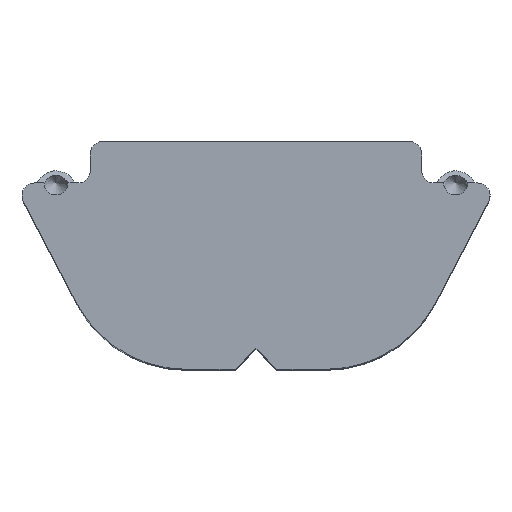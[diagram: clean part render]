
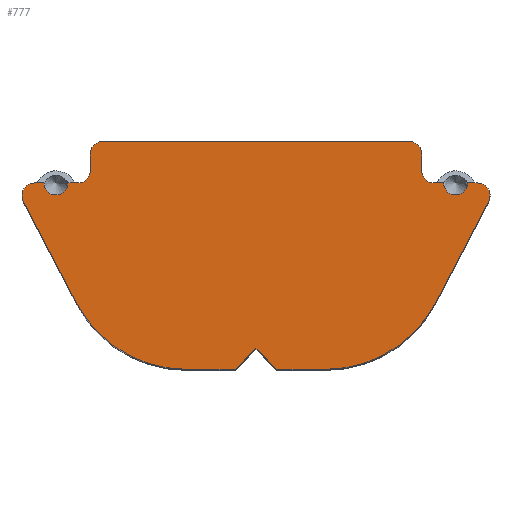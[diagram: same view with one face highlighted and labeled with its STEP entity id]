
A CAD part, top view. The second image highlights one B-rep face of the part: STEP entity #777.
In plain terms, the highlighted planar face has unit normal (0, 0, 1).
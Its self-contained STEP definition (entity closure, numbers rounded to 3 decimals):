
#44=PLANE('',#876);
#82=FACE_OUTER_BOUND('',#121,.T.);
#121=EDGE_LOOP('',(#704,#705,#706,#707,#708,#709,#710,#711,#712,#713,#714,
#715,#716,#717,#718,#719,#720,#721,#722,#723,#724,#725,#726,#727,#728,#729,
#730));
#146=LINE('',#1183,#217);
#148=LINE('',#1187,#219);
#150=LINE('',#1191,#221);
#152=LINE('',#1195,#223);
#174=LINE('',#1264,#245);
#177=LINE('',#1270,#248);
#182=LINE('',#1287,#253);
#183=LINE('',#1292,#254);
#185=LINE('',#1303,#256);
#186=LINE('',#1308,#257);
#190=LINE('',#1316,#261);
#191=LINE('',#1318,#262);
#195=LINE('',#1328,#266);
#201=LINE('',#1342,#272);
#204=LINE('',#1352,#275);
#207=LINE('',#1360,#278);
#210=LINE('',#1368,#281);
#217=VECTOR('',#912,10.);
#219=VECTOR('',#916,10.);
#221=VECTOR('',#920,10.);
#223=VECTOR('',#924,10.);
#245=VECTOR('',#980,10.);
#248=VECTOR('',#983,10.);
#253=VECTOR('',#1004,10.);
#254=VECTOR('',#1009,10.);
#256=VECTOR('',#1021,10.);
#257=VECTOR('',#1026,10.);
#261=VECTOR('',#1034,10.);
#262=VECTOR('',#1035,10.);
#266=VECTOR('',#1045,10.);
#272=VECTOR('',#1065,10.);
#275=VECTOR('',#1078,10.);
#278=VECTOR('',#1087,10.);
#281=VECTOR('',#1096,10.);
#288=CIRCLE('',#809,3.);
#299=CIRCLE('',#844,0.29);
#300=CIRCLE('',#852,0.29);
#301=CIRCLE('',#855,3.);
#302=CIRCLE('',#862,0.3);
#303=CIRCLE('',#864,0.3);
#304=CIRCLE('',#867,0.3);
#305=CIRCLE('',#870,0.3);
#306=CIRCLE('',#873,0.3);
#307=CIRCLE('',#875,0.3);
#320=VERTEX_POINT('',#1171);
#321=VERTEX_POINT('',#1173);
#324=VERTEX_POINT('',#1181);
#325=VERTEX_POINT('',#1185);
#326=VERTEX_POINT('',#1189);
#327=VERTEX_POINT('',#1193);
#356=VERTEX_POINT('',#1261);
#357=VERTEX_POINT('',#1263);
#359=VERTEX_POINT('',#1267);
#360=VERTEX_POINT('',#1269);
#364=VERTEX_POINT('',#1286);
#366=VERTEX_POINT('',#1290);
#368=VERTEX_POINT('',#1299);
#369=VERTEX_POINT('',#1300);
#370=VERTEX_POINT('',#1302);
#372=VERTEX_POINT('',#1306);
#374=VERTEX_POINT('',#1314);
#375=VERTEX_POINT('',#1317);
#377=VERTEX_POINT('',#1325);
#378=VERTEX_POINT('',#1327);
#379=VERTEX_POINT('',#1341);
#380=VERTEX_POINT('',#1347);
#381=VERTEX_POINT('',#1351);
#382=VERTEX_POINT('',#1355);
#383=VERTEX_POINT('',#1359);
#384=VERTEX_POINT('',#1363);
#385=VERTEX_POINT('',#1367);
#400=EDGE_CURVE('',#321,#320,#288,.T.);
#405=EDGE_CURVE('',#320,#324,#146,.T.);
#407=EDGE_CURVE('',#324,#325,#148,.T.);
#409=EDGE_CURVE('',#325,#326,#150,.T.);
#411=EDGE_CURVE('',#326,#327,#152,.T.);
#445=EDGE_CURVE('',#357,#356,#174,.T.);
#448=EDGE_CURVE('',#360,#359,#177,.T.);
#457=EDGE_CURVE('',#364,#357,#182,.T.);
#460=EDGE_CURVE('',#359,#366,#183,.T.);
#462=EDGE_CURVE('',#366,#364,#299,.T.);
#464=EDGE_CURVE('',#370,#368,#185,.T.);
#467=EDGE_CURVE('',#369,#372,#186,.T.);
#471=EDGE_CURVE('',#368,#374,#190,.T.);
#472=EDGE_CURVE('',#375,#369,#191,.T.);
#475=EDGE_CURVE('',#372,#370,#300,.T.);
#477=EDGE_CURVE('',#378,#377,#195,.T.);
#480=EDGE_CURVE('',#327,#378,#301,.T.);
#484=EDGE_CURVE('',#379,#321,#201,.T.);
#486=EDGE_CURVE('',#356,#379,#302,.T.);
#487=EDGE_CURVE('',#380,#360,#303,.T.);
#489=EDGE_CURVE('',#381,#380,#204,.T.);
#491=EDGE_CURVE('',#382,#381,#304,.T.);
#493=EDGE_CURVE('',#383,#382,#207,.T.);
#495=EDGE_CURVE('',#384,#383,#305,.T.);
#497=EDGE_CURVE('',#385,#384,#210,.T.);
#499=EDGE_CURVE('',#374,#385,#306,.T.);
#500=EDGE_CURVE('',#377,#375,#307,.T.);
#704=ORIENTED_EDGE('',*,*,#457,.T.);
#705=ORIENTED_EDGE('',*,*,#445,.T.);
#706=ORIENTED_EDGE('',*,*,#486,.T.);
#707=ORIENTED_EDGE('',*,*,#484,.T.);
#708=ORIENTED_EDGE('',*,*,#400,.T.);
#709=ORIENTED_EDGE('',*,*,#405,.T.);
#710=ORIENTED_EDGE('',*,*,#407,.T.);
#711=ORIENTED_EDGE('',*,*,#409,.T.);
#712=ORIENTED_EDGE('',*,*,#411,.T.);
#713=ORIENTED_EDGE('',*,*,#480,.T.);
#714=ORIENTED_EDGE('',*,*,#477,.T.);
#715=ORIENTED_EDGE('',*,*,#500,.T.);
#716=ORIENTED_EDGE('',*,*,#472,.T.);
#717=ORIENTED_EDGE('',*,*,#467,.T.);
#718=ORIENTED_EDGE('',*,*,#475,.T.);
#719=ORIENTED_EDGE('',*,*,#464,.T.);
#720=ORIENTED_EDGE('',*,*,#471,.T.);
#721=ORIENTED_EDGE('',*,*,#499,.T.);
#722=ORIENTED_EDGE('',*,*,#497,.T.);
#723=ORIENTED_EDGE('',*,*,#495,.T.);
#724=ORIENTED_EDGE('',*,*,#493,.T.);
#725=ORIENTED_EDGE('',*,*,#491,.T.);
#726=ORIENTED_EDGE('',*,*,#489,.T.);
#727=ORIENTED_EDGE('',*,*,#487,.T.);
#728=ORIENTED_EDGE('',*,*,#448,.T.);
#729=ORIENTED_EDGE('',*,*,#460,.T.);
#730=ORIENTED_EDGE('',*,*,#462,.T.);
#777=ADVANCED_FACE('',(#82),#44,.T.);
#809=AXIS2_PLACEMENT_3D('',#1174,#903,#904);
#844=AXIS2_PLACEMENT_3D('',#1297,#1015,#1016);
#852=AXIS2_PLACEMENT_3D('',#1323,#1040,#1041);
#855=AXIS2_PLACEMENT_3D('',#1332,#1050,#1051);
#862=AXIS2_PLACEMENT_3D('',#1345,#1069,#1070);
#864=AXIS2_PLACEMENT_3D('',#1348,#1073,#1074);
#867=AXIS2_PLACEMENT_3D('',#1356,#1082,#1083);
#870=AXIS2_PLACEMENT_3D('',#1364,#1091,#1092);
#873=AXIS2_PLACEMENT_3D('',#1371,#1100,#1101);
#875=AXIS2_PLACEMENT_3D('',#1373,#1104,#1105);
#876=AXIS2_PLACEMENT_3D('',#1374,#1106,#1107);
#903=DIRECTION('center_axis',(0.,0.,1.));
#904=DIRECTION('ref_axis',(-0.887,-0.462,0.));
#912=DIRECTION('',(1.,0.,0.));
#916=DIRECTION('',(0.707,0.707,0.));
#920=DIRECTION('',(0.707,-0.707,0.));
#924=DIRECTION('',(1.,0.,0.));
#980=DIRECTION('',(-1.,0.,0.));
#983=DIRECTION('',(-1.,0.,0.));
#1004=DIRECTION('',(-1.,0.,0.));
#1009=DIRECTION('',(-1.,0.,0.));
#1015=DIRECTION('center_axis',(0.,0.,-1.));
#1016=DIRECTION('ref_axis',(1.,0.,0.));
#1021=DIRECTION('',(-1.,0.,0.));
#1026=DIRECTION('',(-1.,0.,0.));
#1034=DIRECTION('',(-1.,0.,0.));
#1035=DIRECTION('',(-1.,0.,0.));
#1040=DIRECTION('center_axis',(0.,0.,-1.));
#1041=DIRECTION('ref_axis',(1.,0.,0.));
#1045=DIRECTION('',(0.462,0.887,0.));
#1050=DIRECTION('center_axis',(0.,0.,1.));
#1051=DIRECTION('ref_axis',(0.,-1.,0.));
#1065=DIRECTION('',(0.462,-0.887,0.));
#1069=DIRECTION('center_axis',(0.,0.,1.));
#1070=DIRECTION('ref_axis',(0.,1.,0.));
#1073=DIRECTION('center_axis',(0.,0.,-1.));
#1074=DIRECTION('ref_axis',(0.,1.,0.));
#1078=DIRECTION('',(0.,-1.,0.));
#1082=DIRECTION('center_axis',(0.,0.,1.));
#1083=DIRECTION('ref_axis',(0.,1.,0.));
#1087=DIRECTION('',(-1.,0.,0.));
#1091=DIRECTION('center_axis',(0.,0.,1.));
#1092=DIRECTION('ref_axis',(1.,0.,0.));
#1096=DIRECTION('',(0.,1.,0.));
#1100=DIRECTION('center_axis',(0.,0.,-1.));
#1101=DIRECTION('ref_axis',(1.,0.,0.));
#1104=DIRECTION('center_axis',(0.,0.,1.));
#1105=DIRECTION('ref_axis',(0.887,-0.462,0.));
#1106=DIRECTION('center_axis',(0.,0.,1.));
#1107=DIRECTION('ref_axis',(1.,0.,0.));
#1171=CARTESIAN_POINT('',(-1.681,-4.5,8.));
#1173=CARTESIAN_POINT('',(-4.342,-2.885,8.));
#1174=CARTESIAN_POINT('Origin',(-1.681,-1.5,8.));
#1181=CARTESIAN_POINT('',(-0.5,-4.5,8.));
#1183=CARTESIAN_POINT('',(-1.681,-4.5,8.));
#1185=CARTESIAN_POINT('',(0.,-4.,8.));
#1187=CARTESIAN_POINT('',(-0.5,-4.5,8.));
#1189=CARTESIAN_POINT('',(0.5,-4.5,8.));
#1191=CARTESIAN_POINT('',(0.,-4.,8.));
#1193=CARTESIAN_POINT('',(1.681,-4.5,8.));
#1195=CARTESIAN_POINT('',(0.5,-4.5,8.));
#1261=CARTESIAN_POINT('',(-5.35,0.,8.));
#1263=CARTESIAN_POINT('',(-5.292,0.,8.));
#1264=CARTESIAN_POINT('',(-4.3,0.,8.));
#1267=CARTESIAN_POINT('',(-4.368,0.,8.));
#1269=CARTESIAN_POINT('',(-4.3,0.,8.));
#1270=CARTESIAN_POINT('',(-4.3,0.,8.));
#1286=CARTESIAN_POINT('',(-5.12,0.,8.));
#1287=CARTESIAN_POINT('',(-2.415,0.,8.));
#1290=CARTESIAN_POINT('',(-4.54,0.,8.));
#1292=CARTESIAN_POINT('',(-2.415,0.,8.));
#1297=CARTESIAN_POINT('Origin',(-4.83,0.,8.));
#1299=CARTESIAN_POINT('',(4.358,0.,8.));
#1300=CARTESIAN_POINT('',(5.282,0.,8.));
#1302=CARTESIAN_POINT('',(4.53,0.,8.));
#1303=CARTESIAN_POINT('',(2.41,0.,8.));
#1306=CARTESIAN_POINT('',(5.11,0.,8.));
#1308=CARTESIAN_POINT('',(2.41,0.,8.));
#1314=CARTESIAN_POINT('',(4.3,0.,8.));
#1316=CARTESIAN_POINT('',(5.35,0.,8.));
#1317=CARTESIAN_POINT('',(5.35,0.,8.));
#1318=CARTESIAN_POINT('',(5.35,0.,8.));
#1323=CARTESIAN_POINT('Origin',(4.82,0.,8.));
#1325=CARTESIAN_POINT('',(5.616,-0.439,8.));
#1327=CARTESIAN_POINT('',(4.342,-2.885,8.));
#1328=CARTESIAN_POINT('',(4.342,-2.885,8.));
#1332=CARTESIAN_POINT('Origin',(1.681,-1.5,8.));
#1341=CARTESIAN_POINT('',(-5.616,-0.439,8.));
#1342=CARTESIAN_POINT('',(-5.616,-0.439,8.));
#1345=CARTESIAN_POINT('Origin',(-5.35,-0.3,8.));
#1347=CARTESIAN_POINT('',(-4.,0.3,8.));
#1348=CARTESIAN_POINT('Origin',(-4.3,0.3,8.));
#1351=CARTESIAN_POINT('',(-4.,0.7,8.));
#1352=CARTESIAN_POINT('',(-4.,0.7,8.));
#1355=CARTESIAN_POINT('',(-3.7,1.,8.));
#1356=CARTESIAN_POINT('Origin',(-3.7,0.7,8.));
#1359=CARTESIAN_POINT('',(3.7,1.,8.));
#1360=CARTESIAN_POINT('',(3.7,1.,8.));
#1363=CARTESIAN_POINT('',(4.,0.7,8.));
#1364=CARTESIAN_POINT('Origin',(3.7,0.7,8.));
#1367=CARTESIAN_POINT('',(4.,0.3,8.));
#1368=CARTESIAN_POINT('',(4.,0.3,8.));
#1371=CARTESIAN_POINT('Origin',(4.3,0.3,8.));
#1373=CARTESIAN_POINT('Origin',(5.35,-0.3,8.));
#1374=CARTESIAN_POINT('Origin',(0.,-1.75,8.));
